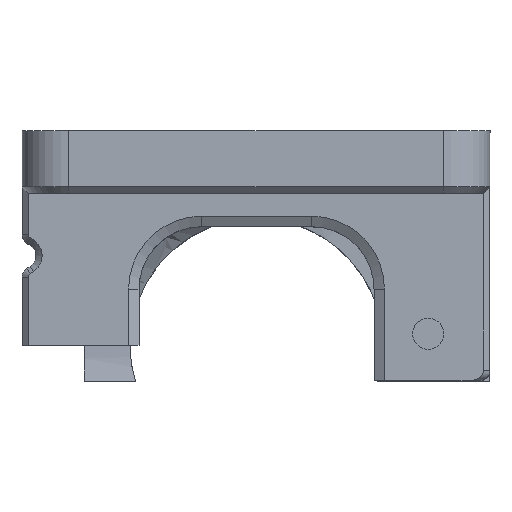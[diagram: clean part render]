
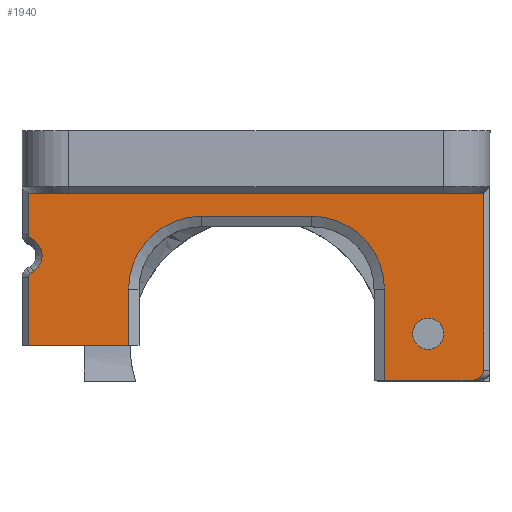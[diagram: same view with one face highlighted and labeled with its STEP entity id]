
A CAD part, top view. The second image highlights one B-rep face of the part: STEP entity #1940.
In plain terms, the highlighted planar face has unit normal (0, 0, 1).
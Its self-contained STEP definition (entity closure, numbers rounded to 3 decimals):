
#20=FACE_BOUND('',#368,.T.);
#54=ELLIPSE('',#2031,1.414,1.);
#80=PLANE('',#2084);
#250=FACE_OUTER_BOUND('',#367,.T.);
#367=EDGE_LOOP('',(#1588,#1589,#1590,#1591,#1592,#1593,#1594,#1595,#1596,
#1597,#1598,#1599,#1600,#1601,#1602,#1603,#1604,#1605,#1606,#1607,#1608));
#368=EDGE_LOOP('',(#1609));
#447=LINE('',#3208,#597);
#484=LINE('',#3331,#634);
#488=LINE('',#3338,#638);
#491=LINE('',#3346,#641);
#494=LINE('',#3354,#644);
#496=LINE('',#3360,#646);
#512=LINE('',#3515,#662);
#521=LINE('',#3582,#671);
#525=LINE('',#3589,#675);
#529=LINE('',#4113,#679);
#530=LINE('',#4115,#680);
#531=LINE('',#4117,#681);
#532=LINE('',#4119,#682);
#533=LINE('',#4120,#683);
#534=LINE('',#4124,#684);
#597=VECTOR('',#2249,10.);
#634=VECTOR('',#2334,10.);
#638=VECTOR('',#2340,10.);
#641=VECTOR('',#2349,10.);
#644=VECTOR('',#2358,10.);
#646=VECTOR('',#2366,10.);
#662=VECTOR('',#2396,10.);
#671=VECTOR('',#2413,10.);
#675=VECTOR('',#2419,10.);
#679=VECTOR('',#2435,10.);
#680=VECTOR('',#2436,10.);
#681=VECTOR('',#2437,10.);
#682=VECTOR('',#2438,10.);
#683=VECTOR('',#2439,10.);
#684=VECTOR('',#2442,10.);
#731=CIRCLE('',#1998,1.5);
#758=CIRCLE('',#2059,0.4);
#759=CIRCLE('',#2062,1.8);
#760=CIRCLE('',#2065,0.4);
#766=CIRCLE('',#2085,7.);
#767=CIRCLE('',#2086,7.);
#798=VERTEX_POINT('',#2632);
#822=VERTEX_POINT('',#2773);
#823=VERTEX_POINT('',#2775);
#831=VERTEX_POINT('',#3207);
#866=VERTEX_POINT('',#3328);
#867=VERTEX_POINT('',#3330);
#868=VERTEX_POINT('',#3334);
#869=VERTEX_POINT('',#3336);
#870=VERTEX_POINT('',#3340);
#871=VERTEX_POINT('',#3344);
#872=VERTEX_POINT('',#3348);
#873=VERTEX_POINT('',#3352);
#874=VERTEX_POINT('',#3356);
#894=VERTEX_POINT('',#3513);
#906=VERTEX_POINT('',#3581);
#908=VERTEX_POINT('',#3587);
#929=VERTEX_POINT('',#4112);
#930=VERTEX_POINT('',#4114);
#931=VERTEX_POINT('',#4116);
#932=VERTEX_POINT('',#4118);
#933=VERTEX_POINT('',#4121);
#934=VERTEX_POINT('',#4123);
#982=EDGE_CURVE('',#798,#798,#731,.T.);
#1019=EDGE_CURVE('',#822,#823,#54,.T.);
#1031=EDGE_CURVE('',#831,#823,#447,.T.);
#1081=EDGE_CURVE('',#867,#866,#484,.T.);
#1085=EDGE_CURVE('',#869,#868,#488,.T.);
#1087=EDGE_CURVE('',#870,#869,#758,.T.);
#1089=EDGE_CURVE('',#871,#870,#491,.T.);
#1091=EDGE_CURVE('',#872,#871,#759,.T.);
#1093=EDGE_CURVE('',#873,#872,#494,.T.);
#1095=EDGE_CURVE('',#874,#873,#760,.T.);
#1096=EDGE_CURVE('',#867,#874,#496,.T.);
#1124=EDGE_CURVE('',#894,#822,#512,.T.);
#1139=EDGE_CURVE('',#831,#906,#521,.T.);
#1143=EDGE_CURVE('',#908,#866,#525,.T.);
#1173=EDGE_CURVE('',#894,#929,#529,.T.);
#1174=EDGE_CURVE('',#930,#929,#530,.F.);
#1175=EDGE_CURVE('',#930,#931,#531,.T.);
#1176=EDGE_CURVE('',#932,#931,#532,.F.);
#1177=EDGE_CURVE('',#932,#868,#533,.T.);
#1178=EDGE_CURVE('',#933,#908,#766,.T.);
#1179=EDGE_CURVE('',#934,#933,#534,.T.);
#1180=EDGE_CURVE('',#906,#934,#767,.T.);
#1588=ORIENTED_EDGE('',*,*,#1019,.F.);
#1589=ORIENTED_EDGE('',*,*,#1124,.F.);
#1590=ORIENTED_EDGE('',*,*,#1173,.T.);
#1591=ORIENTED_EDGE('',*,*,#1174,.F.);
#1592=ORIENTED_EDGE('',*,*,#1175,.T.);
#1593=ORIENTED_EDGE('',*,*,#1176,.F.);
#1594=ORIENTED_EDGE('',*,*,#1177,.T.);
#1595=ORIENTED_EDGE('',*,*,#1085,.F.);
#1596=ORIENTED_EDGE('',*,*,#1087,.F.);
#1597=ORIENTED_EDGE('',*,*,#1089,.F.);
#1598=ORIENTED_EDGE('',*,*,#1091,.F.);
#1599=ORIENTED_EDGE('',*,*,#1093,.F.);
#1600=ORIENTED_EDGE('',*,*,#1095,.F.);
#1601=ORIENTED_EDGE('',*,*,#1096,.F.);
#1602=ORIENTED_EDGE('',*,*,#1081,.T.);
#1603=ORIENTED_EDGE('',*,*,#1143,.F.);
#1604=ORIENTED_EDGE('',*,*,#1178,.F.);
#1605=ORIENTED_EDGE('',*,*,#1179,.F.);
#1606=ORIENTED_EDGE('',*,*,#1180,.F.);
#1607=ORIENTED_EDGE('',*,*,#1139,.F.);
#1608=ORIENTED_EDGE('',*,*,#1031,.T.);
#1609=ORIENTED_EDGE('',*,*,#982,.T.);
#1940=ADVANCED_FACE('',(#250,#20),#80,.T.);
#1998=AXIS2_PLACEMENT_3D('',#2634,#2163,#2164);
#2031=AXIS2_PLACEMENT_3D('',#2776,#2243,#2244);
#2059=AXIS2_PLACEMENT_3D('',#3342,#2344,#2345);
#2062=AXIS2_PLACEMENT_3D('',#3350,#2353,#2354);
#2065=AXIS2_PLACEMENT_3D('',#3358,#2362,#2363);
#2084=AXIS2_PLACEMENT_3D('',#4111,#2433,#2434);
#2085=AXIS2_PLACEMENT_3D('',#4122,#2440,#2441);
#2086=AXIS2_PLACEMENT_3D('',#4125,#2443,#2444);
#2163=DIRECTION('center_axis',(0.,0.,
-1.));
#2164=DIRECTION('ref_axis',(-1.,0.,0.));
#2243=DIRECTION('center_axis',(0.,0.,
-1.));
#2244=DIRECTION('ref_axis',(1.,0.,0.));
#2249=DIRECTION('',(1.,0.,0.));
#2334=DIRECTION('',(1.,0.,0.));
#2340=DIRECTION('',(0.,1.,0.));
#2344=DIRECTION('center_axis',(0.,0.,
-1.));
#2345=DIRECTION('ref_axis',(-0.875,-0.485,0.));
#2349=DIRECTION('',(-0.848,0.53,0.));
#2353=DIRECTION('center_axis',(0.,0.,
1.));
#2354=DIRECTION('ref_axis',(1.,0.,0.));
#2358=DIRECTION('',(0.848,0.53,0.));
#2362=DIRECTION('center_axis',(0.,0.,
-1.));
#2363=DIRECTION('ref_axis',(-0.875,0.485,0.));
#2366=DIRECTION('',(0.,1.,0.));
#2396=DIRECTION('',(0.,-1.,0.));
#2413=DIRECTION('',(0.,1.,0.));
#2419=DIRECTION('',(0.,-1.,0.));
#2433=DIRECTION('center_axis',(0.,0.,
1.));
#2434=DIRECTION('ref_axis',(-1.,0.,0.));
#2435=DIRECTION('',(-1.,0.,0.));
#2436=DIRECTION('',(-0.447,0.894,0.));
#2437=DIRECTION('',(-1.,0.,0.));
#2438=DIRECTION('',(-0.447,-0.894,0.));
#2439=DIRECTION('',(-1.,0.,0.));
#2440=DIRECTION('center_axis',(0.,0.,
1.));
#2441=DIRECTION('ref_axis',(-0.707,0.707,0.));
#2442=DIRECTION('',(-1.,0.,0.));
#2443=DIRECTION('center_axis',(0.,0.,
1.));
#2444=DIRECTION('ref_axis',(0.707,0.707,0.));
#2632=CARTESIAN_POINT('',(18.,-4.,39.1));
#2634=CARTESIAN_POINT('Origin',(16.5,-4.,39.1));
#2773=CARTESIAN_POINT('',(21.85,-7.5,39.1));
#2775=CARTESIAN_POINT('',(20.436,-8.5,39.1));
#2776=CARTESIAN_POINT('Origin',(20.436,-7.5,39.1));
#3207=CARTESIAN_POINT('',(12.301,-8.5,39.1));
#3208=CARTESIAN_POINT('',(11.201,-8.5,39.1));
#3328=CARTESIAN_POINT('',(-12.299,-5.1,39.1));
#3330=CARTESIAN_POINT('',(-21.95,-5.1,39.1));
#3331=CARTESIAN_POINT('',(10.911,-5.1,39.1));
#3334=CARTESIAN_POINT('',(-21.95,9.5,39.1));
#3336=CARTESIAN_POINT('',(-21.95,5.554,39.1));
#3338=CARTESIAN_POINT('',(-21.95,15.5,39.1));
#3340=CARTESIAN_POINT('',(-21.762,5.215,39.1));
#3342=CARTESIAN_POINT('Origin',(-21.55,5.554,39.1));
#3344=CARTESIAN_POINT('',(-21.46,5.026,39.1));
#3346=CARTESIAN_POINT('',(-8.412,-3.129,39.1));
#3348=CARTESIAN_POINT('',(-21.46,1.974,39.1));
#3350=CARTESIAN_POINT('Origin',(-22.414,3.5,39.1));
#3352=CARTESIAN_POINT('',(-21.762,1.785,39.1));
#3354=CARTESIAN_POINT('',(-1.819,14.25,39.1));
#3356=CARTESIAN_POINT('',(-21.95,1.446,39.1));
#3358=CARTESIAN_POINT('Origin',(-21.55,1.446,39.1));
#3360=CARTESIAN_POINT('',(-21.95,15.5,39.1));
#3513=CARTESIAN_POINT('',(21.85,9.5,39.1));
#3515=CARTESIAN_POINT('',(21.85,15.5,39.1));
#3581=CARTESIAN_POINT('',(12.301,0.3,39.1));
#3582=CARTESIAN_POINT('',(12.301,-0.4,39.1));
#3587=CARTESIAN_POINT('',(-12.299,0.3,39.1));
#3589=CARTESIAN_POINT('',(-12.299,10.9,39.1));
#4111=CARTESIAN_POINT('Origin',(22.45,15.5,39.1));
#4112=CARTESIAN_POINT('',(14.093,9.5,39.1));
#4113=CARTESIAN_POINT('',(11.2,9.5,39.1));
#4114=CARTESIAN_POINT('',(13.093,11.5,39.1));
#4115=CARTESIAN_POINT('',(13.479,10.729,39.1));
#4116=CARTESIAN_POINT('',(-13.193,11.5,39.1));
#4117=CARTESIAN_POINT('',(-13.193,11.5,39.1));
#4118=CARTESIAN_POINT('',(-14.193,9.5,39.1));
#4119=CARTESIAN_POINT('',(-9.079,19.729,39.1));
#4120=CARTESIAN_POINT('',(11.2,9.5,39.1));
#4121=CARTESIAN_POINT('',(-5.299,7.3,39.1));
#4122=CARTESIAN_POINT('Origin',(-5.299,0.3,39.1));
#4123=CARTESIAN_POINT('',(5.301,7.3,39.1));
#4124=CARTESIAN_POINT('',(16.875,7.3,39.1));
#4125=CARTESIAN_POINT('Origin',(5.301,0.3,39.1));
